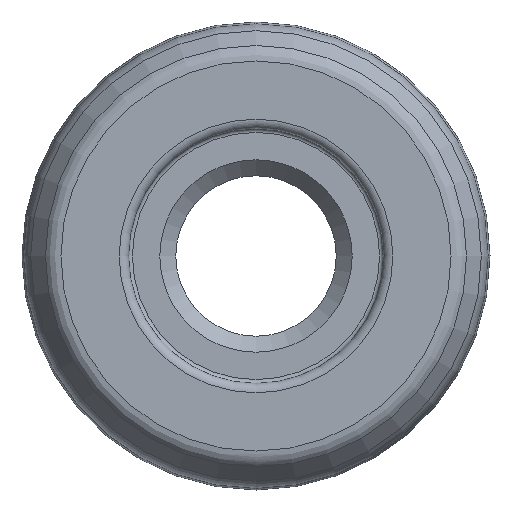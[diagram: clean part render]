
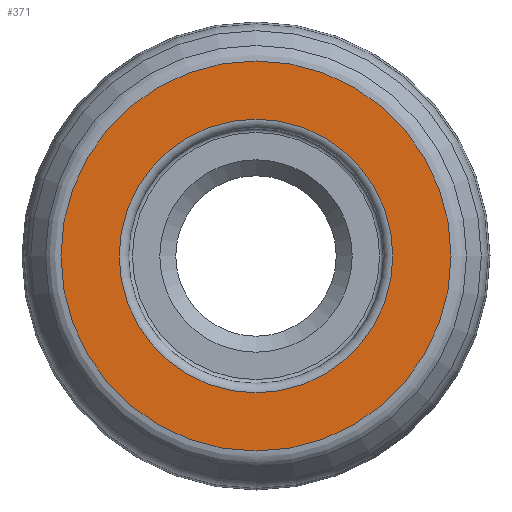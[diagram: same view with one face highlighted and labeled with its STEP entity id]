
A CAD part, front view. The second image highlights one B-rep face of the part: STEP entity #371.
In plain terms, the highlighted planar face has unit normal (0, -1, 0).
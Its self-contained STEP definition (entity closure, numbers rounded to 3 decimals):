
#86 = FACE_OUTER_BOUND ( 'NONE', #324, .T. ) ;
#121 = CARTESIAN_POINT ( 'NONE',  ( 0., -12.1, -7.25 ) ) ;
#153 = CIRCLE ( 'NONE', #185, 7.25 ) ;
#185 = AXIS2_PLACEMENT_3D ( 'NONE', #351, #307, #556 ) ;
#233 = EDGE_CURVE ( 'NONE', #528, #528, #153, .T. ) ;
#260 = CIRCLE ( 'NONE', #440, 10.337 ) ;
#270 = ORIENTED_EDGE ( 'NONE', *, *, #338, .T. ) ;
#275 = DIRECTION ( 'NONE',  ( 0., -1., 0. ) ) ;
#290 = PLANE ( 'NONE',  #295 ) ;
#295 = AXIS2_PLACEMENT_3D ( 'NONE', #398, #488, #596 ) ;
#307 = DIRECTION ( 'NONE',  ( 0., -1., 0. ) ) ;
#314 = ORIENTED_EDGE ( 'NONE', *, *, #233, .F. ) ;
#320 = DIRECTION ( 'NONE',  ( 0., 0., -1. ) ) ;
#324 = EDGE_LOOP ( 'NONE', ( #270 ) ) ;
#338 = EDGE_CURVE ( 'NONE', #584, #584, #260, .T. ) ;
#351 = CARTESIAN_POINT ( 'NONE',  ( 0., -12.1, 0. ) ) ;
#371 = ADVANCED_FACE ( 'NONE', ( #637, #86 ), #290, .F. ) ;
#379 = CARTESIAN_POINT ( 'NONE',  ( 0., -12.1, 0. ) ) ;
#398 = CARTESIAN_POINT ( 'NONE',  ( 10.337, -12.1, 0. ) ) ;
#436 = CARTESIAN_POINT ( 'NONE',  ( 0., -12.1, -10.337 ) ) ;
#440 = AXIS2_PLACEMENT_3D ( 'NONE', #379, #275, #320 ) ;
#486 = EDGE_LOOP ( 'NONE', ( #314 ) ) ;
#488 = DIRECTION ( 'NONE',  ( 0., 1., 0. ) ) ;
#528 = VERTEX_POINT ( 'NONE', #121 ) ;
#556 = DIRECTION ( 'NONE',  ( 0., 0., -1. ) ) ;
#584 = VERTEX_POINT ( 'NONE', #436 ) ;
#596 = DIRECTION ( 'NONE',  ( 0., 0., 1. ) ) ;
#637 = FACE_BOUND ( 'NONE', #486, .T. ) ;
